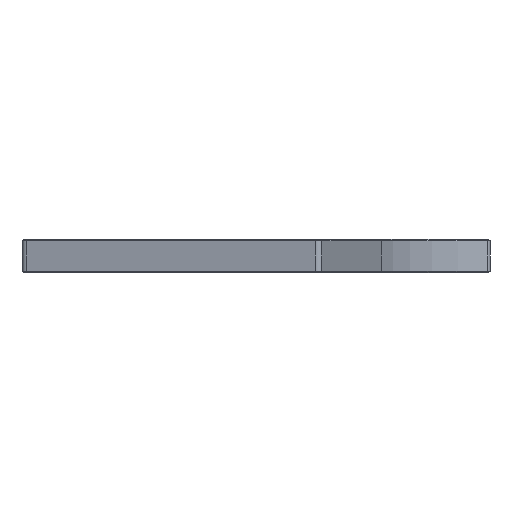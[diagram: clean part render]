
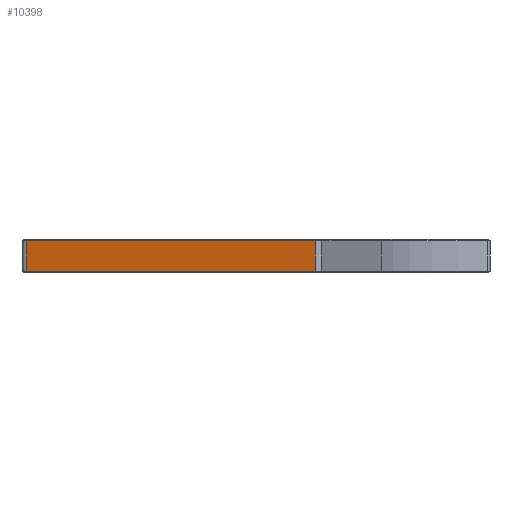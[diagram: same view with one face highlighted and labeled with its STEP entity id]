
A CAD part, left-side view. The second image highlights one B-rep face of the part: STEP entity #10398.
In plain terms, the highlighted planar face has unit normal (-0.966, 0.259, 0).
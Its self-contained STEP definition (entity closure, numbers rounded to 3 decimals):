
#408=PLANE('',#11470);
#985=FACE_OUTER_BOUND('',#1638,.T.);
#1638=EDGE_LOOP('',(#9121,#9122,#9123,#9124));
#2632=LINE('',#17636,#3655);
#2643=LINE('',#17669,#3666);
#2645=LINE('',#17675,#3668);
#2646=LINE('',#17676,#3669);
#3655=VECTOR('',#14344,10.);
#3666=VECTOR('',#14383,10.);
#3668=VECTOR('',#14389,2.);
#3669=VECTOR('',#14390,10.);
#5069=VERTEX_POINT('',#17630);
#5070=VERTEX_POINT('',#17634);
#5078=VERTEX_POINT('',#17668);
#5080=VERTEX_POINT('',#17674);
#6455=EDGE_CURVE('',#5069,#5070,#2632,.T.);
#6471=EDGE_CURVE('',#5070,#5078,#2643,.T.);
#6474=EDGE_CURVE('',#5069,#5080,#2645,.T.);
#6475=EDGE_CURVE('',#5078,#5080,#2646,.T.);
#9121=ORIENTED_EDGE('',*,*,#6455,.F.);
#9122=ORIENTED_EDGE('',*,*,#6474,.T.);
#9123=ORIENTED_EDGE('',*,*,#6475,.F.);
#9124=ORIENTED_EDGE('',*,*,#6471,.F.);
#10398=ADVANCED_FACE('',(#985),#408,.F.);
#11470=AXIS2_PLACEMENT_3D('',#17673,#14387,#14388);
#14344=DIRECTION('',(0.259,0.966,0.));
#14383=DIRECTION('',(0.,0.,1.));
#14387=DIRECTION('center_axis',(0.966,-0.259,0.));
#14388=DIRECTION('ref_axis',(0.259,0.966,0.));
#14389=DIRECTION('',(0.,0.,1.));
#14390=DIRECTION('',(-0.259,-0.966,0.));
#17630=CARTESIAN_POINT('',(-174.17,-17.602,-2.52));
#17634=CARTESIAN_POINT('',(-146.021,87.461,-2.52));
#17636=CARTESIAN_POINT('',(-165.906,13.242,-2.52));
#17668=CARTESIAN_POINT('',(-146.021,87.461,8.7));
#17669=CARTESIAN_POINT('',(-146.021,87.461,-13.8));
#17673=CARTESIAN_POINT('Origin',(-174.687,-19.535,-13.8));
#17674=CARTESIAN_POINT('',(-174.17,-17.602,8.7));
#17675=CARTESIAN_POINT('',(-174.17,-17.602,-13.8));
#17676=CARTESIAN_POINT('',(-165.906,13.242,8.7));
